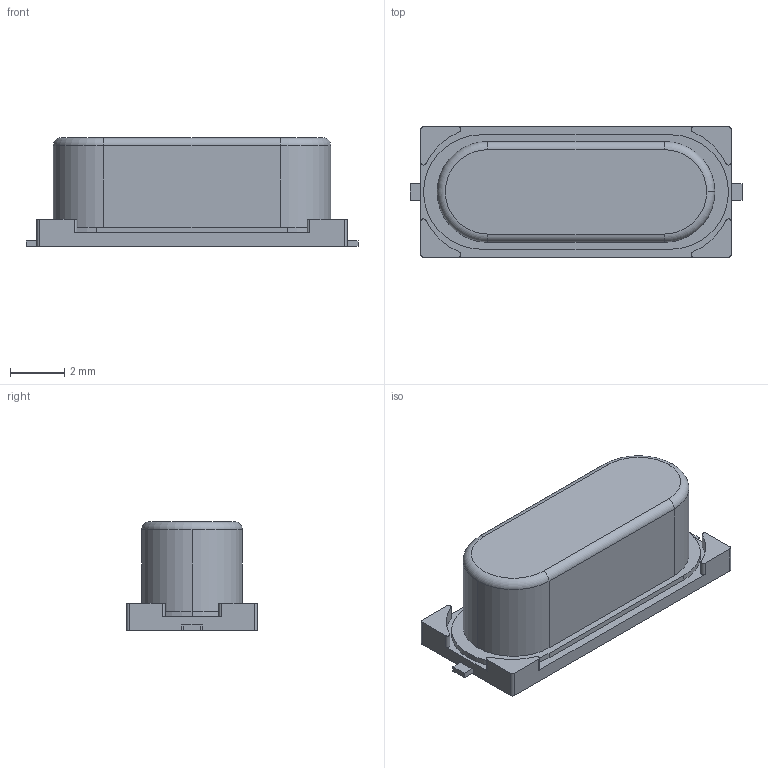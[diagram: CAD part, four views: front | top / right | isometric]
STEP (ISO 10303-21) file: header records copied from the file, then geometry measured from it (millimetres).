
FILE_DESCRIPTION (( 'STEP AP214' ), '1' );
FILE_NAME ('CRYSTAL-SMD_L11.4-W4.8-LS12.5.STEP', '2021-12-09T04:45:00', ( '' ), ( '' ), 'SwSTEP 2.0', 'SolidWorks 2020', '' );
FILE_SCHEMA (( 'AUTOMOTIVE_DESIGN' ));
Length unit declared in the file: millimetre
Products named in the file (1): CRYSTAL-SMD_L11.4-W4.8-LS12.5
Bounding box: 12.2 x 4.8 x 4 mm (x, y, z)
Volume: 152.3 mm3; surface area: 226 mm2
Topology: 1 solids, 1 shells, 124 faces, 331 edges, 218 vertices
Faces by surface type: plane 79, cylinder 28, bspline 14, torus 3
Entity records: 5930 total; most frequent: CARTESIAN_POINT 1472, ORIENTED_EDGE 662, DIRECTION 586, EDGE_CURVE 331, VECTOR 242, LINE 242, VERTEX_POINT 218, AXIS2_PLACEMENT_3D 172
